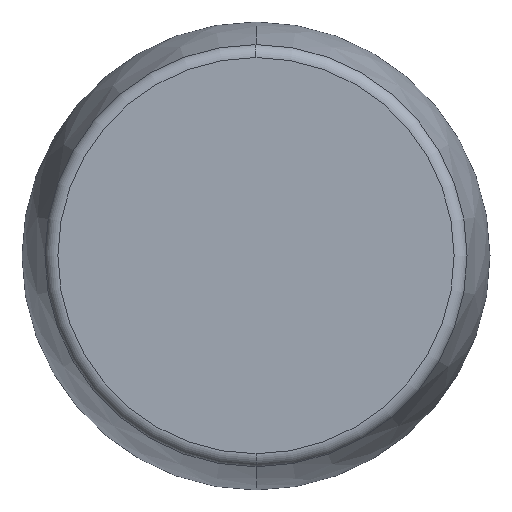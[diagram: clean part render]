
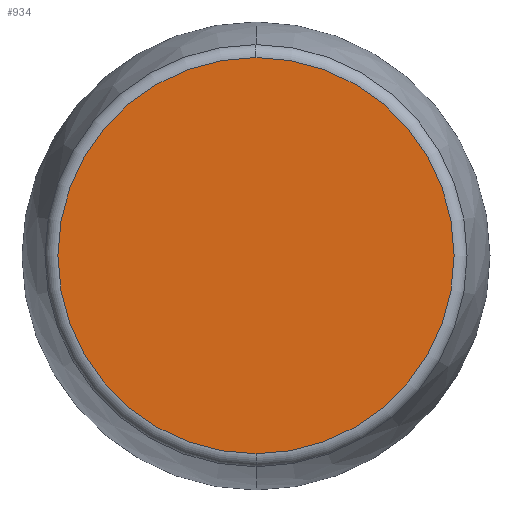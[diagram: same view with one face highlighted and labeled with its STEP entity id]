
A CAD part, top view. The second image highlights one B-rep face of the part: STEP entity #934.
In plain terms, the highlighted planar face has unit normal (0, 0, 1).
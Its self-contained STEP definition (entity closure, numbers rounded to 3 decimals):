
#911=CARTESIAN_POINT('Axis2P3D Location',(0.,14.815,24.)) ;
#916=CARTESIAN_POINT('Axis2P3D Location',(0.,0.,24.)) ;
#920=CARTESIAN_POINT('Vertex',(0.,14.815,24.)) ;
#922=CARTESIAN_POINT('Vertex',(0.,-14.815,24.)) ;
#925=CARTESIAN_POINT('Axis2P3D Location',(0.,0.,24.)) ;
#912=DIRECTION('Axis2P3D Direction',(0.,0.,-1.)) ;
#913=DIRECTION('Axis2P3D XDirection',(1.,0.,0.)) ;
#917=DIRECTION('Axis2P3D Direction',(0.,0.,-1.)) ;
#926=DIRECTION('Axis2P3D Direction',(0.,0.,-1.)) ;
#914=AXIS2_PLACEMENT_3D('Plane Axis2P3D',#911,#912,#913) ;
#918=AXIS2_PLACEMENT_3D('Circle Axis2P3D',#916,#917,$) ;
#927=AXIS2_PLACEMENT_3D('Circle Axis2P3D',#925,#926,$) ;
#919=CIRCLE('generated circle',#918,14.815) ;
#928=CIRCLE('generated circle',#927,14.815) ;
#915=PLANE('',#914) ;
#924=EDGE_CURVE('',#921,#923,#919,.T.) ;
#929=EDGE_CURVE('',#923,#921,#928,.T.) ;
#931=ORIENTED_EDGE('',*,*,#924,.F.) ;
#932=ORIENTED_EDGE('',*,*,#929,.F.) ;
#930=EDGE_LOOP('',(#931,#932)) ;
#921=VERTEX_POINT('',#920) ;
#923=VERTEX_POINT('',#922) ;
#934=ADVANCED_FACE('PartBody',(#933),#915,.F.) ;
#933=FACE_OUTER_BOUND('',#930,.T.) ;
